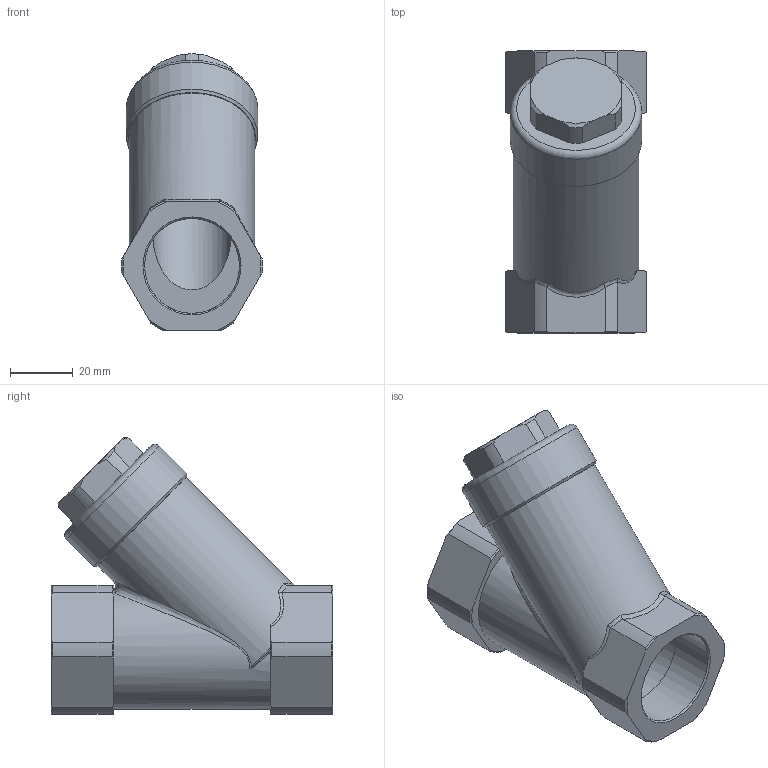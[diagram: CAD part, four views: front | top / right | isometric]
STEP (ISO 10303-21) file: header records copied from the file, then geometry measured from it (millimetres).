
FILE_DESCRIPTION(/* description */ ('Unknown'),/* implementation_level */ '2;1');
FILE_NAME(/* name */ '9180-06',/* time_stamp */ '2024-10-23T11:15:02+02:00',/* author */ ('Unknown'),/* organization */ ('Unknown'),/* preprocessor_version */ 'ST-DEVELOPER v19.4',/* originating_system */ 'Solid Edge',/* authorisation */ 'Unknown');
FILE_SCHEMA (('AUTOMOTIVE_DESIGN {1 0 10303 214 3 1 1}'));
Length unit declared in the file: millimetre
Products named in the file (1): 9180-06
Bounding box: 44.98 x 90 x 88.21 mm (x, y, z)
Volume: 112412.6 mm3; surface area: 32097.1 mm2
Topology: 1 solids, 1 shells, 106 faces, 284 edges, 183 vertices
Faces by surface type: cone 31, plane 30, cylinder 26, bspline 16, torus 3
Full cylindrical faces by diameter (mm): 25 x1, 30.291 x4, 40 x1, 42 x1
Entity records: 4395 total; most frequent: CARTESIAN_POINT 1207, ORIENTED_EDGE 534, DIRECTION 463, EDGE_CURVE 267, AXIS2_PLACEMENT_3D 195, VERTEX_POINT 179, EDGE_LOOP 122, FACE_BOUND 122
